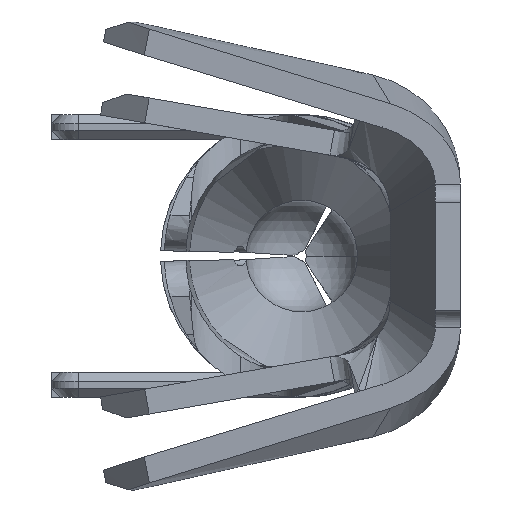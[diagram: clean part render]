
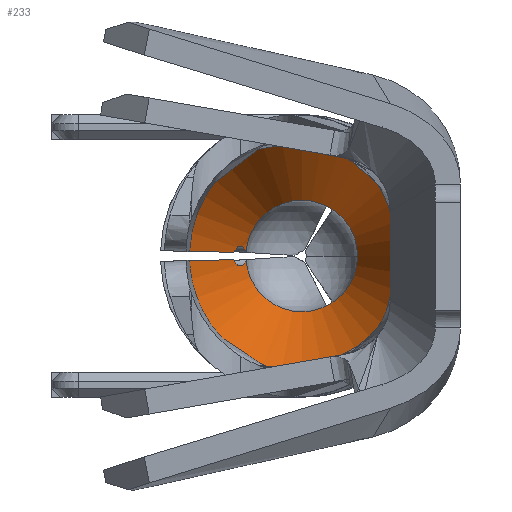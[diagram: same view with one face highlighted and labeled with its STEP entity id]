
A CAD part, left-side view. The second image highlights one B-rep face of the part: STEP entity #233.
In plain terms, the highlighted free-form (B-spline) face has degree [3, 1] with [6, 2] control points.
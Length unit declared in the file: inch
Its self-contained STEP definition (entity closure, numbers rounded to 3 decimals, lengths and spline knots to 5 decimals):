
#8 = ORIENTED_EDGE ( 'NONE', *, *, #8637, .F. ) ;
#74 = CARTESIAN_POINT ( 'NONE',  ( -0.355, 0., 0. ) ) ;
#126 = ORIENTED_EDGE ( 'NONE', *, *, #1036, .F. ) ;
#233 = ADVANCED_FACE ( 'NONE', ( #5997 ), #5401, .T. ) ;
#311 = CARTESIAN_POINT ( 'NONE',  ( -0.43, 0., -0.0645 ) ) ;
#369 = CARTESIAN_POINT ( 'NONE',  ( -0.3925, 0.04769, 0.00225 ) ) ;
#488 = DIRECTION ( 'NONE',  ( 0., 0., -1. ) ) ;
#502 = DIRECTION ( 'NONE',  ( 1., 0., 0. ) ) ;
#519 = CARTESIAN_POINT ( 'NONE',  ( -0.3925, 0.04769, -0.00225 ) ) ;
#527 = CARTESIAN_POINT ( 'NONE',  ( -0.355, 0., 0. ) ) ;
#544 = EDGE_CURVE ( 'NONE', #4384, #7764, #5647, .T. ) ;
#555 = CARTESIAN_POINT ( 'NONE',  ( -0.43, -0.0645, -0.12416 ) ) ;
#591 = CARTESIAN_POINT ( 'NONE',  ( -0.355, 0.02718, -0.06009 ) ) ;
#598 = VERTEX_POINT ( 'NONE', #7076 ) ;
#615 = VERTEX_POINT ( 'NONE', #7170 ) ;
#627 = CARTESIAN_POINT ( 'NONE',  ( -0.43, 0.05964, -0.12657 ) ) ;
#656 = CARTESIAN_POINT ( 'NONE',  ( -0.355, 0.03094, -0.002 ) ) ;
#663 = EDGE_CURVE ( 'NONE', #4054, #4182, #4931, .T. ) ;
#837 = DIRECTION ( 'NONE',  ( 0., 0., -1. ) ) ;
#891 = EDGE_CURVE ( 'NONE', #598, #2783, #7541, .T. ) ;
#917 = CARTESIAN_POINT ( 'NONE',  ( -0.43, 0.06445, 0.0025 ) ) ;
#932 = EDGE_CURVE ( 'NONE', #4182, #2783, #2251, .T. ) ;
#1033 = CARTESIAN_POINT ( 'NONE',  ( -0.43, 0., 0. ) ) ;
#1036 = EDGE_CURVE ( 'NONE', #5817, #4054, #3260, .T. ) ;
#1142 = DIRECTION ( 'NONE',  ( 0.913, -0.408, -0.006 ) ) ;
#1214 = CARTESIAN_POINT ( 'NONE',  ( -0.36805, 0.03664, 0.00428 ) ) ;
#1329 = DIRECTION ( 'NONE',  ( 1., 0., 0. ) ) ;
#1638 = CARTESIAN_POINT ( 'NONE',  ( -0.355, 0., 0.031 ) ) ;
#1801 = DIRECTION ( 'NONE',  ( 0., 0., 1. ) ) ;
#1813 = CARTESIAN_POINT ( 'NONE',  ( -0.355, 0.03094, 0.002 ) ) ;
#1815 = ORIENTED_EDGE ( 'NONE', *, *, #8599, .F. ) ;
#2123 = CARTESIAN_POINT ( 'NONE',  ( -0.43, 0.06445, -0.0025 ) ) ;
#2251 = B_SPLINE_CURVE_WITH_KNOTS ( 'NONE', 3,
 ( #6931, #6830, #6653, #6624, #6312, #6275 ),
 .UNSPECIFIED., .F., .F.,
 ( 4, 2, 4 ),
 ( 0., 0.00023, 0.00046 ),
 .UNSPECIFIED. ) ;
#2549 = CARTESIAN_POINT ( 'NONE',  ( -0.36254, 0.03393, 0.00544 ) ) ;
#2637 = ORIENTED_EDGE ( 'NONE', *, *, #7986, .F. ) ;
#2654 = CARTESIAN_POINT ( 'NONE',  ( -0.36254, 0.03393, 0.00544 ) ) ;
#2783 = VERTEX_POINT ( 'NONE', #3721 ) ;
#2881 = VECTOR ( 'NONE', #1142, 39.37008 ) ;
#2896 = VECTOR ( 'NONE', #6092, 39.37008 ) ;
#3002 = ORIENTED_EDGE ( 'NONE', *, *, #7153, .T. ) ;
#3126 = EDGE_CURVE ( 'NONE', #615, #9778, #6447, .T. ) ;
#3152 = DIRECTION ( 'NONE',  ( 1., 0., 0. ) ) ;
#3156 = CARTESIAN_POINT ( 'NONE',  ( -0.37, 0.03764, 0.0021 ) ) ;
#3260 = CIRCLE ( 'NONE', #3870, 0.0645 ) ;
#3338 = CARTESIAN_POINT ( 'NONE',  ( -0.43, 0.06445, 0.0025 ) ) ;
#3469 = CARTESIAN_POINT ( 'NONE',  ( -0.36533, 0.03519, 0.00544 ) ) ;
#3711 = ORIENTED_EDGE ( 'NONE', *, *, #891, .T. ) ;
#3721 = CARTESIAN_POINT ( 'NONE',  ( -0.355, 0.03094, -0.002 ) ) ;
#3870 = AXIS2_PLACEMENT_3D ( 'NONE', #1033, #6373, #1801 ) ;
#3906 = VERTEX_POINT ( 'NONE', #3156 ) ;
#4010 = AXIS2_PLACEMENT_3D ( 'NONE', #5880, #1329, #6659 ) ;
#4054 = VERTEX_POINT ( 'NONE', #5623 ) ;
#4141 = CARTESIAN_POINT ( 'NONE',  ( -0.35695, 0.03166, 0.00424 ) ) ;
#4182 = VERTEX_POINT ( 'NONE', #7510 ) ;
#4312 = ORIENTED_EDGE ( 'NONE', *, *, #3126, .T. ) ;
#4384 = VERTEX_POINT ( 'NONE', #917 ) ;
#4540 = AXIS2_PLACEMENT_3D ( 'NONE', #74, #5399, #837 ) ;
#4682 = LINE ( 'NONE', #369, #2881 ) ;
#4772 = ORIENTED_EDGE ( 'NONE', *, *, #932, .F. ) ;
#4816 = CARTESIAN_POINT ( 'NONE',  ( -0.355, 0.02718, 0.06009 ) ) ;
#4931 = LINE ( 'NONE', #519, #2896 ) ;
#5260 = AXIS2_PLACEMENT_3D ( 'NONE', #7663, #7628, #7591 ) ;
#5309 = B_SPLINE_CURVE_WITH_KNOTS ( 'NONE', 3,
 ( #7907, #4141, #7215, #2654 ),
 .UNSPECIFIED., .F., .F.,
 ( 4, 4 ),
 ( 0., 0.00023 ),
 .UNSPECIFIED. ) ;
#5399 = DIRECTION ( 'NONE',  ( 1., 0., 0. ) ) ;
#5401 =( BOUNDED_SURFACE ( )  B_SPLINE_SURFACE ( 3, 1, ( 
 ( #2123, #656 ),
 ( #627, #591 ),
 ( #555, #6443 ),
 ( #8668, #5599 ),
 ( #5534, #4816 ),
 ( #3338, #1813 ) ),
 .UNSPECIFIED., .F., .F., .F. ) 
 B_SPLINE_SURFACE_WITH_KNOTS ( ( 4, 2, 4 ),
 ( 2, 2 ),
 ( 0., 0.5, 1. ),
 ( 0., 1. ),
 .UNSPECIFIED. ) 
 GEOMETRIC_REPRESENTATION_ITEM ( )  RATIONAL_B_SPLINE_SURFACE ( (
 ( 1., 1.),
 ( 0.12, 0.126),
 ( 0.042, 0.045),
 ( 0.042, 0.045),
 ( 0.12, 0.126),
 ( 1., 1.) ) ) 
 REPRESENTATION_ITEM ( '' )  SURFACE ( )  );
#5440 = B_SPLINE_CURVE_WITH_KNOTS ( 'NONE', 3,
 ( #8765, #3469, #1214, #6541 ),
 .UNSPECIFIED., .F., .F.,
 ( 4, 4 ),
 ( 0.00023, 0.00046 ),
 .UNSPECIFIED. ) ;
#5479 = ORIENTED_EDGE ( 'NONE', *, *, #663, .F. ) ;
#5534 = CARTESIAN_POINT ( 'NONE',  ( -0.43, 0.05964, 0.12657 ) ) ;
#5599 = CARTESIAN_POINT ( 'NONE',  ( -0.355, -0.031, 0.05821 ) ) ;
#5623 = CARTESIAN_POINT ( 'NONE',  ( -0.43, 0.06445, -0.0025 ) ) ;
#5647 = CIRCLE ( 'NONE', #5260, 0.0645 ) ;
#5719 = CIRCLE ( 'NONE', #9001, 0.0645 ) ;
#5817 = VERTEX_POINT ( 'NONE', #311 ) ;
#5880 = CARTESIAN_POINT ( 'NONE',  ( -0.355, 0., 0. ) ) ;
#5997 = FACE_OUTER_BOUND ( 'NONE', #6410, .T. ) ;
#6092 = DIRECTION ( 'NONE',  ( 0.913, -0.408, 0.006 ) ) ;
#6275 = CARTESIAN_POINT ( 'NONE',  ( -0.355, 0.03094, -0.002 ) ) ;
#6312 = CARTESIAN_POINT ( 'NONE',  ( -0.35696, 0.03167, -0.00425 ) ) ;
#6373 = DIRECTION ( 'NONE',  ( 1., 0., 0. ) ) ;
#6410 = EDGE_LOOP ( 'NONE', ( #4772, #5479, #126, #2637, #6941, #9363, #8, #1815, #4312, #3002, #3711 ) ) ;
#6443 = CARTESIAN_POINT ( 'NONE',  ( -0.355, -0.031, -0.05821 ) ) ;
#6447 = CIRCLE ( 'NONE', #4540, 0.031 ) ;
#6541 = CARTESIAN_POINT ( 'NONE',  ( -0.37, 0.03764, 0.0021 ) ) ;
#6620 = AXIS2_PLACEMENT_3D ( 'NONE', #527, #502, #488 ) ;
#6624 = CARTESIAN_POINT ( 'NONE',  ( -0.35984, 0.03271, -0.00545 ) ) ;
#6653 = CARTESIAN_POINT ( 'NONE',  ( -0.36536, 0.03521, -0.00542 ) ) ;
#6659 = DIRECTION ( 'NONE',  ( 0., 0., -1. ) ) ;
#6830 = CARTESIAN_POINT ( 'NONE',  ( -0.36806, 0.03665, -0.00427 ) ) ;
#6931 = CARTESIAN_POINT ( 'NONE',  ( -0.37, 0.03764, -0.0021 ) ) ;
#6941 = ORIENTED_EDGE ( 'NONE', *, *, #544, .F. ) ;
#7076 = CARTESIAN_POINT ( 'NONE',  ( -0.355, 0., -0.031 ) ) ;
#7153 = EDGE_CURVE ( 'NONE', #9778, #598, #9595, .T. ) ;
#7170 = CARTESIAN_POINT ( 'NONE',  ( -0.355, 0.03094, 0.002 ) ) ;
#7215 = CARTESIAN_POINT ( 'NONE',  ( -0.3598, 0.03269, 0.00544 ) ) ;
#7510 = CARTESIAN_POINT ( 'NONE',  ( -0.37, 0.03764, -0.0021 ) ) ;
#7541 = CIRCLE ( 'NONE', #6620, 0.031 ) ;
#7591 = DIRECTION ( 'NONE',  ( 0., 0., 1. ) ) ;
#7628 = DIRECTION ( 'NONE',  ( 1., 0., 0. ) ) ;
#7663 = CARTESIAN_POINT ( 'NONE',  ( -0.43, 0., 0. ) ) ;
#7713 = CARTESIAN_POINT ( 'NONE',  ( -0.43, 0., 0. ) ) ;
#7764 = VERTEX_POINT ( 'NONE', #9647 ) ;
#7907 = CARTESIAN_POINT ( 'NONE',  ( -0.355, 0.03094, 0.002 ) ) ;
#7986 = EDGE_CURVE ( 'NONE', #7764, #5817, #5719, .T. ) ;
#8456 = DIRECTION ( 'NONE',  ( 0., 0., 1. ) ) ;
#8538 = VERTEX_POINT ( 'NONE', #2549 ) ;
#8599 = EDGE_CURVE ( 'NONE', #615, #8538, #5309, .T. ) ;
#8637 = EDGE_CURVE ( 'NONE', #8538, #3906, #5440, .T. ) ;
#8668 = CARTESIAN_POINT ( 'NONE',  ( -0.43, -0.0645, 0.12416 ) ) ;
#8765 = CARTESIAN_POINT ( 'NONE',  ( -0.36254, 0.03393, 0.00544 ) ) ;
#9001 = AXIS2_PLACEMENT_3D ( 'NONE', #7713, #3152, #8456 ) ;
#9363 = ORIENTED_EDGE ( 'NONE', *, *, #9496, .T. ) ;
#9496 = EDGE_CURVE ( 'NONE', #4384, #3906, #4682, .T. ) ;
#9595 = CIRCLE ( 'NONE', #4010, 0.031 ) ;
#9647 = CARTESIAN_POINT ( 'NONE',  ( -0.43, 0., 0.0645 ) ) ;
#9778 = VERTEX_POINT ( 'NONE', #1638 ) ;
